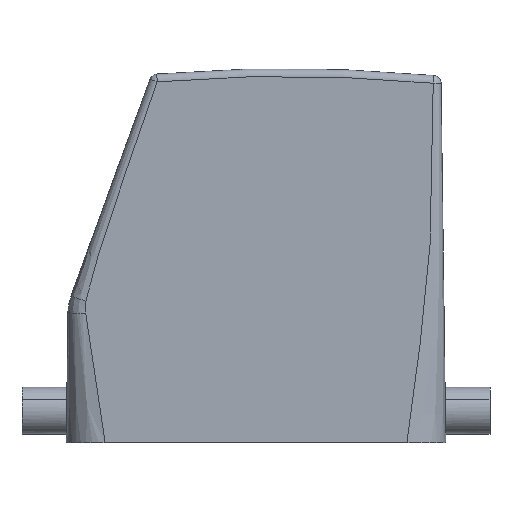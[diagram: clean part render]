
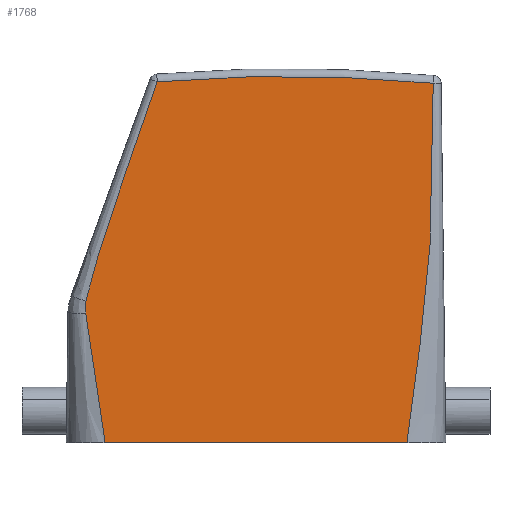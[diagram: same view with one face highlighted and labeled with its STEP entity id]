
A CAD part, left-side view. The second image highlights one B-rep face of the part: STEP entity #1768.
In plain terms, the highlighted planar face has unit normal (-1, 0, 0).
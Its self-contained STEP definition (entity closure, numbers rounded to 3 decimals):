
#1696=AXIS2_PLACEMENT_3D('Plane Axis2P3D',#1693,#1694,#1695) ;
#1757=AXIS2_PLACEMENT_3D('Circle Axis2P3D',#1755,#1756,$) ;
#797=CARTESIAN_POINT('Control Point',(0.,63.985,69.452)) ;
#798=CARTESIAN_POINT('Control Point',(0.,64.667,67.538)) ;
#799=CARTESIAN_POINT('Control Point',(0.,65.339,65.641)) ;
#800=CARTESIAN_POINT('Control Point',(0.,65.994,63.782)) ;
#801=CARTESIAN_POINT('Control Point',(0.,67.26,60.162)) ;
#802=CARTESIAN_POINT('Control Point',(0.,68.514,56.54)) ;
#803=CARTESIAN_POINT('Control Point',(0.,69.099,54.843)) ;
#804=CARTESIAN_POINT('Control Point',(0.,70.264,51.447)) ;
#805=CARTESIAN_POINT('Control Point',(0.,71.421,48.051)) ;
#806=CARTESIAN_POINT('Control Point',(0.,71.996,46.353)) ;
#807=CARTESIAN_POINT('Control Point',(0.,72.978,43.435)) ;
#808=CARTESIAN_POINT('Control Point',(0.,73.942,40.513)) ;
#809=CARTESIAN_POINT('Control Point',(0.,74.315,39.371)) ;
#810=CARTESIAN_POINT('Control Point',(0.,75.311,36.235)) ;
#811=CARTESIAN_POINT('Control Point',(0.,76.238,33.079)) ;
#812=CARTESIAN_POINT('Control Point',(0.,76.77,31.147)) ;
#813=CARTESIAN_POINT('Control Point',(0.,77.268,29.206)) ;
#814=CARTESIAN_POINT('Control Point',(0.,77.735,27.257)) ;
#815=CARTESIAN_POINT('Vertex',(0.,77.735,27.257)) ;
#817=CARTESIAN_POINT('Vertex',(0.,63.985,69.452)) ;
#1675=CARTESIAN_POINT('Vertex',(0.,77.743,24.955)) ;
#1679=CARTESIAN_POINT('Control Point',(0.,77.735,27.257)) ;
#1680=CARTESIAN_POINT('Control Point',(0.,77.822,26.795)) ;
#1681=CARTESIAN_POINT('Control Point',(0.,77.868,26.326)) ;
#1682=CARTESIAN_POINT('Control Point',(0.,77.87,25.857)) ;
#1683=CARTESIAN_POINT('Control Point',(0.,77.827,25.397)) ;
#1684=CARTESIAN_POINT('Control Point',(0.,77.743,24.955)) ;
#1693=CARTESIAN_POINT('Axis2P3D Location',(0.,6.967,-30.8)) ;
#1699=CARTESIAN_POINT('Control Point',(0.,77.743,24.955)) ;
#1700=CARTESIAN_POINT('Control Point',(0.,77.326,21.512)) ;
#1701=CARTESIAN_POINT('Control Point',(0.,76.835,18.072)) ;
#1702=CARTESIAN_POINT('Control Point',(0.,76.298,14.68)) ;
#1703=CARTESIAN_POINT('Control Point',(0.,75.662,10.725)) ;
#1704=CARTESIAN_POINT('Control Point',(0.,75.041,6.763)) ;
#1705=CARTESIAN_POINT('Control Point',(0.,74.975,6.341)) ;
#1706=CARTESIAN_POINT('Control Point',(0.,74.817,5.324)) ;
#1707=CARTESIAN_POINT('Control Point',(0.,74.662,4.312)) ;
#1708=CARTESIAN_POINT('Control Point',(0.,74.586,3.818)) ;
#1709=CARTESIAN_POINT('Control Point',(0.,74.425,2.758)) ;
#1710=CARTESIAN_POINT('Control Point',(0.,74.267,1.7)) ;
#1711=CARTESIAN_POINT('Control Point',(0.,74.182,1.135)) ;
#1712=CARTESIAN_POINT('Control Point',(0.,74.099,0.568)) ;
#1713=CARTESIAN_POINT('Control Point',(0.,74.015,0.)) ;
#1714=CARTESIAN_POINT('Vertex',(0.,74.015,0.)) ;
#1717=CARTESIAN_POINT('Line Origine',(0.,45.001,0.)) ;
#1721=CARTESIAN_POINT('Vertex',(0.,15.987,0.)) ;
#1725=CARTESIAN_POINT('Control Point',(0.,10.921,69.176)) ;
#1726=CARTESIAN_POINT('Control Point',(0.,10.919,67.615)) ;
#1727=CARTESIAN_POINT('Control Point',(0.,10.92,66.054)) ;
#1728=CARTESIAN_POINT('Control Point',(0.,10.924,64.492)) ;
#1729=CARTESIAN_POINT('Control Point',(0.,10.935,62.229)) ;
#1730=CARTESIAN_POINT('Control Point',(0.,10.953,59.967)) ;
#1731=CARTESIAN_POINT('Control Point',(0.,10.959,59.244)) ;
#1732=CARTESIAN_POINT('Control Point',(0.,10.984,56.528)) ;
#1733=CARTESIAN_POINT('Control Point',(0.,11.018,53.811)) ;
#1734=CARTESIAN_POINT('Control Point',(0.,11.05,51.697)) ;
#1735=CARTESIAN_POINT('Control Point',(0.,11.094,49.267)) ;
#1736=CARTESIAN_POINT('Control Point',(0.,11.158,46.849)) ;
#1737=CARTESIAN_POINT('Control Point',(0.,11.17,46.433)) ;
#1738=CARTESIAN_POINT('Control Point',(0.,11.345,40.487)) ;
#1739=CARTESIAN_POINT('Control Point',(0.,11.666,34.543)) ;
#1740=CARTESIAN_POINT('Control Point',(0.,12.194,29.003)) ;
#1741=CARTESIAN_POINT('Control Point',(0.,13.111,21.358)) ;
#1742=CARTESIAN_POINT('Control Point',(0.,14.14,13.726)) ;
#1743=CARTESIAN_POINT('Control Point',(0.,14.43,11.601)) ;
#1744=CARTESIAN_POINT('Control Point',(0.,14.78,9.039)) ;
#1745=CARTESIAN_POINT('Control Point',(0.,15.127,6.477)) ;
#1746=CARTESIAN_POINT('Control Point',(0.,15.186,6.04)) ;
#1747=CARTESIAN_POINT('Control Point',(0.,15.385,4.564)) ;
#1748=CARTESIAN_POINT('Control Point',(0.,15.581,3.091)) ;
#1749=CARTESIAN_POINT('Control Point',(0.,15.717,2.06)) ;
#1750=CARTESIAN_POINT('Control Point',(0.,15.852,1.031)) ;
#1751=CARTESIAN_POINT('Control Point',(0.,15.987,0.)) ;
#1752=CARTESIAN_POINT('Vertex',(0.,10.921,69.176)) ;
#1755=CARTESIAN_POINT('Axis2P3D Location',(0.,39.,-228.)) ;
#1694=DIRECTION('Axis2P3D Direction',(-1.,0.,0.)) ;
#1695=DIRECTION('Axis2P3D XDirection',(0.,-0.17,0.985)) ;
#1718=DIRECTION('Vector Direction',(0.,-1.,0.)) ;
#1756=DIRECTION('Axis2P3D Direction',(-1.,0.,0.)) ;
#1719=VECTOR('Line Direction',#1718,1.) ;
#1761=ORIENTED_EDGE('',*,*,#819,.F.) ;
#1762=ORIENTED_EDGE('',*,*,#1685,.F.) ;
#1763=ORIENTED_EDGE('',*,*,#1716,.F.) ;
#1764=ORIENTED_EDGE('',*,*,#1723,.T.) ;
#1765=ORIENTED_EDGE('',*,*,#1754,.T.) ;
#1766=ORIENTED_EDGE('',*,*,#1759,.T.) ;
#1768=ADVANCED_FACE('Housing',(#1767),#1697,.T.) ;
#796=B_SPLINE_CURVE_WITH_KNOTS('',5,(#797,#798,#799,#800,#801,#802,#803,#804,#805,#806,#807,#808,#809,#810,#811,#812,#813,#814),.UNSPECIFIED.,.F.,.U.,(6,3,3,3,3,6),(46.846,56.964,65.89,74.816,81.222,91.225),.UNSPECIFIED.) ;
#1678=B_SPLINE_CURVE_WITH_KNOTS('',5,(#1679,#1680,#1681,#1682,#1683,#1684),.UNSPECIFIED.,.F.,.U.,(6,6),(204.023,206.992),.UNSPECIFIED.) ;
#1698=B_SPLINE_CURVE_WITH_KNOTS('',5,(#1699,#1700,#1701,#1702,#1703,#1704,#1705,#1706,#1707,#1708,#1709,#1710,#1711,#1712,#1713),.UNSPECIFIED.,.F.,.U.,(6,3,3,3,6),(0.,24.507,28.211,31.774,35.859),.UNSPECIFIED.) ;
#1724=B_SPLINE_CURVE_WITH_KNOTS('',5,(#1725,#1726,#1727,#1728,#1729,#1730,#1731,#1732,#1733,#1734,#1735,#1736,#1737,#1738,#1739,#1740,#1741,#1742,#1743,#1744,#1745,#1746,#1747,#1748,#1749,#1750,#1751),.UNSPECIFIED.,.F.,.U.,(6,3,3,3,3,3,3,3,6),(0.,11.056,16.021,30.291,33.14,72.412,87.57,90.689,98.087),.UNSPECIFIED.) ;
#1758=CIRCLE('generated circle',#1757,298.5) ;
#819=EDGE_CURVE('',#816,#818,#796,.F.) ;
#1685=EDGE_CURVE('',#1676,#816,#1678,.F.) ;
#1716=EDGE_CURVE('',#1715,#1676,#1698,.F.) ;
#1723=EDGE_CURVE('',#1715,#1722,#1720,.T.) ;
#1754=EDGE_CURVE('',#1722,#1753,#1724,.F.) ;
#1759=EDGE_CURVE('',#1753,#818,#1758,.T.) ;
#1760=EDGE_LOOP('',(#1761,#1762,#1763,#1764,#1765,#1766)) ;
#1767=FACE_OUTER_BOUND('',#1760,.T.) ;
#1720=LINE('Line',#1717,#1719) ;
#1697=PLANE('',#1696) ;
#816=VERTEX_POINT('',#815) ;
#818=VERTEX_POINT('',#817) ;
#1676=VERTEX_POINT('',#1675) ;
#1715=VERTEX_POINT('',#1714) ;
#1722=VERTEX_POINT('',#1721) ;
#1753=VERTEX_POINT('',#1752) ;
